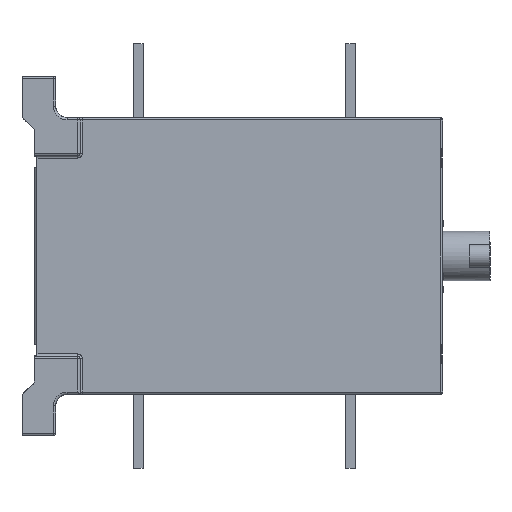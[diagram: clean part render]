
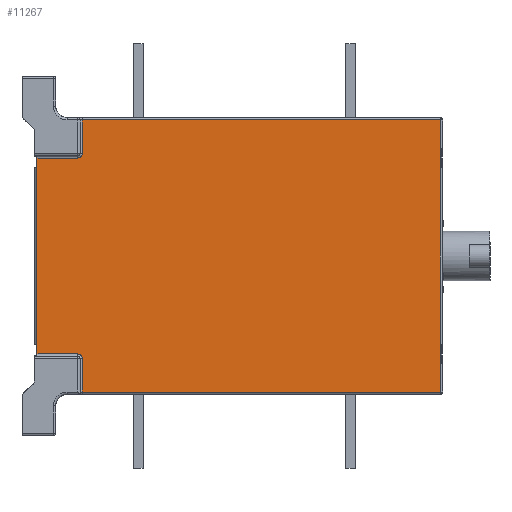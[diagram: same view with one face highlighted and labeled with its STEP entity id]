
A CAD part, left-side view. The second image highlights one B-rep face of the part: STEP entity #11267.
In plain terms, the highlighted planar face has unit normal (-1, 0, 0).
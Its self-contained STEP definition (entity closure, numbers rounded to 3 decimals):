
#4 = AXIS2_PLACEMENT_3D ( 'NONE', #2563, #17136, #22794 ) ;
#393 = EDGE_CURVE ( 'NONE', #20479, #14120, #21754, .T. ) ;
#785 = CARTESIAN_POINT ( 'NONE',  ( -72., 33., 37. ) ) ;
#1028 = CIRCLE ( 'NONE', #3173, 2. ) ;
#1065 = DIRECTION ( 'NONE',  ( 0., 1., 0. ) ) ;
#2197 = EDGE_CURVE ( 'NONE', #11484, #20479, #18989, .T. ) ;
#2276 = EDGE_CURVE ( 'NONE', #18617, #4993, #14947, .T. ) ;
#2563 = CARTESIAN_POINT ( 'NONE',  ( -72., 136.5, -120.3 ) ) ;
#2611 = ORIENTED_EDGE ( 'NONE', *, *, #15330, .T. ) ;
#2660 = CARTESIAN_POINT ( 'NONE',  ( -72., 151., 38. ) ) ;
#3163 = CARTESIAN_POINT ( 'NONE',  ( -72., 49.5, -120.3 ) ) ;
#3173 = AXIS2_PLACEMENT_3D ( 'NONE', #23984, #19925, #1065 ) ;
#4295 = VECTOR ( 'NONE', #17325, 1000. ) ;
#4993 = VERTEX_POINT ( 'NONE', #3163 ) ;
#6857 = CARTESIAN_POINT ( 'NONE',  ( -72., 32., 38. ) ) ;
#8041 = CARTESIAN_POINT ( 'NONE',  ( -72., 151., 37. ) ) ;
#8340 = PLANE ( 'NONE',  #18981 ) ;
#8376 = VECTOR ( 'NONE', #17102, 1000. ) ;
#8781 = VECTOR ( 'NONE', #13903, 1000. ) ;
#9626 = EDGE_CURVE ( 'NONE', #16779, #11484, #16213, .T. ) ;
#10197 = ORIENTED_EDGE ( 'NONE', *, *, #393, .T. ) ;
#10359 = CARTESIAN_POINT ( 'NONE',  ( -72., 33., -118.3 ) ) ;
#10393 = ORIENTED_EDGE ( 'NONE', *, *, #2197, .T. ) ;
#10753 = EDGE_CURVE ( 'NONE', #14043, #14120, #16389, .T. ) ;
#11027 = CARTESIAN_POINT ( 'NONE',  ( -72., 151., -118.3 ) ) ;
#11267 = ADVANCED_FACE ( 'NONE', ( #16576 ), #8340, .F. ) ;
#11484 = VERTEX_POINT ( 'NONE', #8041 ) ;
#11524 = ORIENTED_EDGE ( 'NONE', *, *, #24536, .T. ) ;
#11726 = VERTEX_POINT ( 'NONE', #21895 ) ;
#11945 = DIRECTION ( 'NONE',  ( 0., 0., -1. ) ) ;
#12784 = DIRECTION ( 'NONE',  ( 0., -1., 0. ) ) ;
#12911 = DIRECTION ( 'NONE',  ( 0., 0., 1. ) ) ;
#13095 = ORIENTED_EDGE ( 'NONE', *, *, #9626, .T. ) ;
#13183 = EDGE_CURVE ( 'NONE', #11726, #16779, #24107, .T. ) ;
#13267 = CARTESIAN_POINT ( 'NONE',  ( -72., 136.5, -118.3 ) ) ;
#13460 = DIRECTION ( 'NONE',  ( 0., 0., 1. ) ) ;
#13578 = CARTESIAN_POINT ( 'NONE',  ( -72., 134.5, -138. ) ) ;
#13720 = CARTESIAN_POINT ( 'NONE',  ( -72., 33., 38. ) ) ;
#13903 = DIRECTION ( 'NONE',  ( 0., -1., 0. ) ) ;
#14043 = VERTEX_POINT ( 'NONE', #25786 ) ;
#14120 = VERTEX_POINT ( 'NONE', #13267 ) ;
#14309 = DIRECTION ( 'NONE',  ( 0., 1., 0. ) ) ;
#14808 = CARTESIAN_POINT ( 'NONE',  ( -72., 49.5, -119.3 ) ) ;
#14947 = LINE ( 'NONE', #14808, #20382 ) ;
#15330 = EDGE_CURVE ( 'NONE', #18401, #18617, #23759, .T. ) ;
#15595 = EDGE_CURVE ( 'NONE', #25707, #4993, #1028, .T. ) ;
#15618 = ORIENTED_EDGE ( 'NONE', *, *, #19040, .T. ) ;
#16120 = ORIENTED_EDGE ( 'NONE', *, *, #10753, .F. ) ;
#16158 = EDGE_LOOP ( 'NONE', ( #16120, #11524, #2611, #20142, #20894, #15618, #16313, #13095, #10393, #10197 ) ) ;
#16213 = LINE ( 'NONE', #24417, #22757 ) ;
#16313 = ORIENTED_EDGE ( 'NONE', *, *, #13183, .T. ) ;
#16389 = CIRCLE ( 'NONE', #4, 2. ) ;
#16576 = FACE_OUTER_BOUND ( 'NONE', #16158, .T. ) ;
#16709 = CARTESIAN_POINT ( 'NONE',  ( -72., 47.5, -118.3 ) ) ;
#16779 = VERTEX_POINT ( 'NONE', #785 ) ;
#16863 = VECTOR ( 'NONE', #11945, 1000. ) ;
#17102 = DIRECTION ( 'NONE',  ( 0., 0., -1. ) ) ;
#17136 = DIRECTION ( 'NONE',  ( -1., 0., 0. ) ) ;
#17325 = DIRECTION ( 'NONE',  ( 0., -1., 0. ) ) ;
#18401 = VERTEX_POINT ( 'NONE', #18946 ) ;
#18617 = VERTEX_POINT ( 'NONE', #22529 ) ;
#18946 = CARTESIAN_POINT ( 'NONE',  ( -72., 134.5, -138. ) ) ;
#18981 = AXIS2_PLACEMENT_3D ( 'NONE', #6857, #24922, #24793 ) ;
#18989 = LINE ( 'NONE', #2660, #8376 ) ;
#19040 = EDGE_CURVE ( 'NONE', #25707, #11726, #23168, .T. ) ;
#19723 = CARTESIAN_POINT ( 'NONE',  ( -72., 135.5, -118.3 ) ) ;
#19925 = DIRECTION ( 'NONE',  ( -1., 0., 0. ) ) ;
#20142 = ORIENTED_EDGE ( 'NONE', *, *, #2276, .T. ) ;
#20382 = VECTOR ( 'NONE', #12911, 1000. ) ;
#20479 = VERTEX_POINT ( 'NONE', #11027 ) ;
#20894 = ORIENTED_EDGE ( 'NONE', *, *, #15595, .F. ) ;
#21354 = VECTOR ( 'NONE', #12784, 1000. ) ;
#21572 = VECTOR ( 'NONE', #13460, 1000. ) ;
#21754 = LINE ( 'NONE', #19723, #4295 ) ;
#21895 = CARTESIAN_POINT ( 'NONE',  ( -72., 33., -118.3 ) ) ;
#22529 = CARTESIAN_POINT ( 'NONE',  ( -72., 49.5, -138. ) ) ;
#22757 = VECTOR ( 'NONE', #14309, 1000. ) ;
#22794 = DIRECTION ( 'NONE',  ( 0., 1., 0. ) ) ;
#23168 = LINE ( 'NONE', #10359, #21354 ) ;
#23759 = LINE ( 'NONE', #24150, #8781 ) ;
#23984 = CARTESIAN_POINT ( 'NONE',  ( -72., 47.5, -120.3 ) ) ;
#24107 = LINE ( 'NONE', #13720, #21572 ) ;
#24150 = CARTESIAN_POINT ( 'NONE',  ( -72., 33., -138. ) ) ;
#24417 = CARTESIAN_POINT ( 'NONE',  ( -72., 32., 37. ) ) ;
#24536 = EDGE_CURVE ( 'NONE', #14043, #18401, #25830, .T. ) ;
#24793 = DIRECTION ( 'NONE',  ( 0., 0., -1. ) ) ;
#24922 = DIRECTION ( 'NONE',  ( 1., 0., 0. ) ) ;
#25707 = VERTEX_POINT ( 'NONE', #16709 ) ;
#25786 = CARTESIAN_POINT ( 'NONE',  ( -72., 134.5, -120.3 ) ) ;
#25830 = LINE ( 'NONE', #13578, #16863 ) ;
